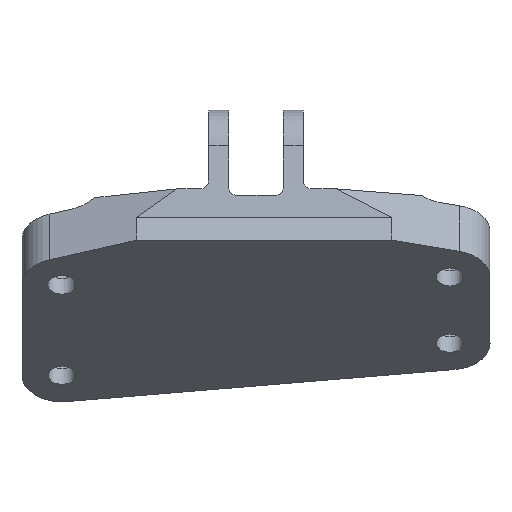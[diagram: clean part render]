
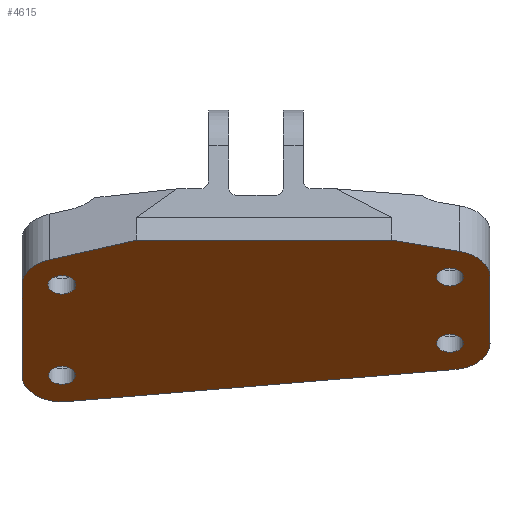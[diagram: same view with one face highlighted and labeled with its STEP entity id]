
A CAD part, front view. The second image highlights one B-rep face of the part: STEP entity #4615.
In plain terms, the highlighted planar face has unit normal (0, -0.663, -0.749).
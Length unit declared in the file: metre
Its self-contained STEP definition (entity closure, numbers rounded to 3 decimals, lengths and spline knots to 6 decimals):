
#131=LINE('',#7053,#390);
#166=LINE('',#7162,#425);
#174=LINE('',#7187,#433);
#178=LINE('',#7197,#437);
#182=LINE('',#7206,#441);
#189=LINE('',#7224,#448);
#390=VECTOR('',#5591,1.);
#425=VECTOR('',#5690,1.);
#433=VECTOR('',#5720,1.);
#437=VECTOR('',#5728,1.);
#441=VECTOR('',#5734,1.);
#448=VECTOR('',#5747,1.);
#672=PLANE('',#5039);
#1285=ORIENTED_EDGE('',*,*,#2586,.T.);
#1286=ORIENTED_EDGE('',*,*,#2549,.T.);
#1287=ORIENTED_EDGE('',*,*,#2585,.T.);
#1288=ORIENTED_EDGE('',*,*,#2553,.T.);
#1289=ORIENTED_EDGE('',*,*,#2584,.T.);
#1290=ORIENTED_EDGE('',*,*,#2534,.T.);
#1291=ORIENTED_EDGE('',*,*,#2583,.T.);
#1292=ORIENTED_EDGE('',*,*,#2544,.T.);
#1293=ORIENTED_EDGE('',*,*,#2481,.T.);
#1294=ORIENTED_EDGE('',*,*,#2562,.T.);
#1295=ORIENTED_EDGE('',*,*,#2467,.F.);
#1296=ORIENTED_EDGE('',*,*,#2455,.T.);
#1297=ORIENTED_EDGE('',*,*,#2459,.F.);
#1298=ORIENTED_EDGE('',*,*,#2476,.T.);
#2455=EDGE_CURVE('',#3168,#3168,#3583,.T.);
#2459=EDGE_CURVE('',#3172,#3172,#3587,.T.);
#2467=EDGE_CURVE('',#3180,#3180,#3592,.T.);
#2476=EDGE_CURVE('',#3189,#3189,#3598,.T.);
#2481=EDGE_CURVE('',#3194,#3195,#131,.T.);
#2534=EDGE_CURVE('',#3236,#3237,#166,.T.);
#2544=EDGE_CURVE('',#3242,#3194,#174,.T.);
#2549=EDGE_CURVE('',#3246,#3247,#178,.T.);
#2553=EDGE_CURVE('',#3250,#3251,#182,.T.);
#2562=EDGE_CURVE('',#3195,#3258,#189,.T.);
#2583=EDGE_CURVE('',#3237,#3242,#3616,.T.);
#2584=EDGE_CURVE('',#3251,#3236,#3617,.T.);
#2585=EDGE_CURVE('',#3247,#3250,#3618,.T.);
#2586=EDGE_CURVE('',#3258,#3246,#3619,.T.);
#3168=VERTEX_POINT('',#6962);
#3172=VERTEX_POINT('',#6972);
#3180=VERTEX_POINT('',#7001);
#3189=VERTEX_POINT('',#7032);
#3194=VERTEX_POINT('',#7054);
#3195=VERTEX_POINT('',#7055);
#3236=VERTEX_POINT('',#7163);
#3237=VERTEX_POINT('',#7164);
#3242=VERTEX_POINT('',#7188);
#3246=VERTEX_POINT('',#7198);
#3247=VERTEX_POINT('',#7199);
#3250=VERTEX_POINT('',#7207);
#3251=VERTEX_POINT('',#7208);
#3258=VERTEX_POINT('',#7225);
#3583=CIRCLE('',#4933,0.005334);
#3587=CIRCLE('',#4939,0.005156);
#3592=CIRCLE('',#4949,0.005156);
#3598=CIRCLE('',#4960,0.005156);
#3616=CIRCLE('',#5031,0.01524);
#3617=CIRCLE('',#5033,0.01524);
#3618=CIRCLE('',#5035,0.01524);
#3619=CIRCLE('',#5037,0.01524);
#3935=EDGE_LOOP('',(#1285,#1286,#1287,#1288,#1289,#1290,#1291,#1292,#1293,
#1294));
#3936=EDGE_LOOP('',(#1295));
#3937=EDGE_LOOP('',(#1296));
#3938=EDGE_LOOP('',(#1297));
#3939=EDGE_LOOP('',(#1298));
#4282=FACE_BOUND('',#3935,.T.);
#4283=FACE_BOUND('',#3936,.T.);
#4284=FACE_BOUND('',#3937,.T.);
#4285=FACE_BOUND('',#3938,.T.);
#4286=FACE_BOUND('',#3939,.T.);
#4615=ADVANCED_FACE('',(#4282,#4283,#4284,#4285,#4286),#672,.T.);
#4933=AXIS2_PLACEMENT_3D('',#6961,#5525,#5526);
#4939=AXIS2_PLACEMENT_3D('',#6971,#5537,#5538);
#4949=AXIS2_PLACEMENT_3D('',#7000,#5557,#5558);
#4960=AXIS2_PLACEMENT_3D('',#7031,#5579,#5580);
#5031=AXIS2_PLACEMENT_3D('',#7260,#5795,#5796);
#5033=AXIS2_PLACEMENT_3D('',#7262,#5799,#5800);
#5035=AXIS2_PLACEMENT_3D('',#7264,#5803,#5804);
#5037=AXIS2_PLACEMENT_3D('',#7266,#5807,#5808);
#5039=AXIS2_PLACEMENT_3D('',#7268,#5811,#5812);
#5525=DIRECTION('',(0.,0.663,0.749));
#5526=DIRECTION('',(0.,-0.749,0.663));
#5537=DIRECTION('',(0.,-0.663,-0.749));
#5538=DIRECTION('',(0.,0.749,-0.663));
#5557=DIRECTION('',(0.,-0.663,-0.749));
#5558=DIRECTION('',(0.,0.749,-0.663));
#5579=DIRECTION('',(0.,0.663,0.749));
#5580=DIRECTION('',(0.,-0.749,0.663));
#5591=DIRECTION('',(-1.,0.,0.));
#5690=DIRECTION('',(0.,-0.749,0.663));
#5720=DIRECTION('',(-0.97,-0.181,0.16));
#5728=DIRECTION('',(0.,0.749,-0.663));
#5734=DIRECTION('',(0.992,-0.093,0.082));
#5747=DIRECTION('',(-0.947,0.241,-0.214));
#5795=DIRECTION('',(0.,-0.663,-0.749));
#5796=DIRECTION('',(0.,-0.749,0.663));
#5799=DIRECTION('',(0.,-0.663,-0.749));
#5800=DIRECTION('',(0.,-0.749,0.663));
#5803=DIRECTION('',(0.,-0.663,-0.749));
#5804=DIRECTION('',(0.,-0.749,0.663));
#5807=DIRECTION('',(0.,-0.663,-0.749));
#5808=DIRECTION('',(0.,-0.749,0.663));
#5811=DIRECTION('',(0.,-0.663,-0.749));
#5812=DIRECTION('',(0.,-0.749,0.663));
#6961=CARTESIAN_POINT('',(-0.148057,-0.025169,0.022267));
#6962=CARTESIAN_POINT('',(-0.148057,-0.029164,0.025801));
#6971=CARTESIAN_POINT('',(-0.148057,0.013831,-0.012236));
#6972=CARTESIAN_POINT('',(-0.148057,0.017693,-0.015652));
#7000=CARTESIAN_POINT('',(0.,-0.028537,0.025246));
#7001=CARTESIAN_POINT('',(0.,-0.024675,0.021829));
#7031=CARTESIAN_POINT('',(0.,0.,0.));
#7032=CARTESIAN_POINT('',(0.,-0.003862,0.003416));
#7053=CARTESIAN_POINT('',(-0.02235,-0.04444,0.039315));
#7054=CARTESIAN_POINT('',(-0.02235,-0.04444,0.039315));
#7055=CARTESIAN_POINT('',(-0.11964,-0.04444,0.039315));
#7162=CARTESIAN_POINT('',(0.01524,0.000032,-0.000029));
#7163=CARTESIAN_POINT('',(0.01524,0.000032,-0.000029));
#7164=CARTESIAN_POINT('',(0.01524,-0.028504,0.025217));
#7187=CARTESIAN_POINT('',(0.003685,-0.03958,0.035015));
#7188=CARTESIAN_POINT('',(0.003685,-0.03958,0.035015));
#7197=CARTESIAN_POINT('',(-0.163297,-0.025137,0.022238));
#7198=CARTESIAN_POINT('',(-0.163297,-0.025137,0.022238));
#7199=CARTESIAN_POINT('',(-0.163297,0.013863,-0.012264));
#7206=CARTESIAN_POINT('',(-0.14617,0.02519,-0.022285));
#7207=CARTESIAN_POINT('',(-0.14617,0.02519,-0.022285));
#7208=CARTESIAN_POINT('',(0.001886,0.011359,-0.010049));
#7224=CARTESIAN_POINT('',(-0.11964,-0.04444,0.039315));
#7225=CARTESIAN_POINT('',(-0.152968,-0.035942,0.031797));
#7260=CARTESIAN_POINT('',(0.,-0.028504,0.025217));
#7262=CARTESIAN_POINT('',(0.,0.000032,-0.000029));
#7264=CARTESIAN_POINT('',(-0.148057,0.013863,-0.012264));
#7266=CARTESIAN_POINT('',(-0.148057,-0.025137,0.022238));
#7268=CARTESIAN_POINT('',(-0.148057,0.013831,-0.012236));
